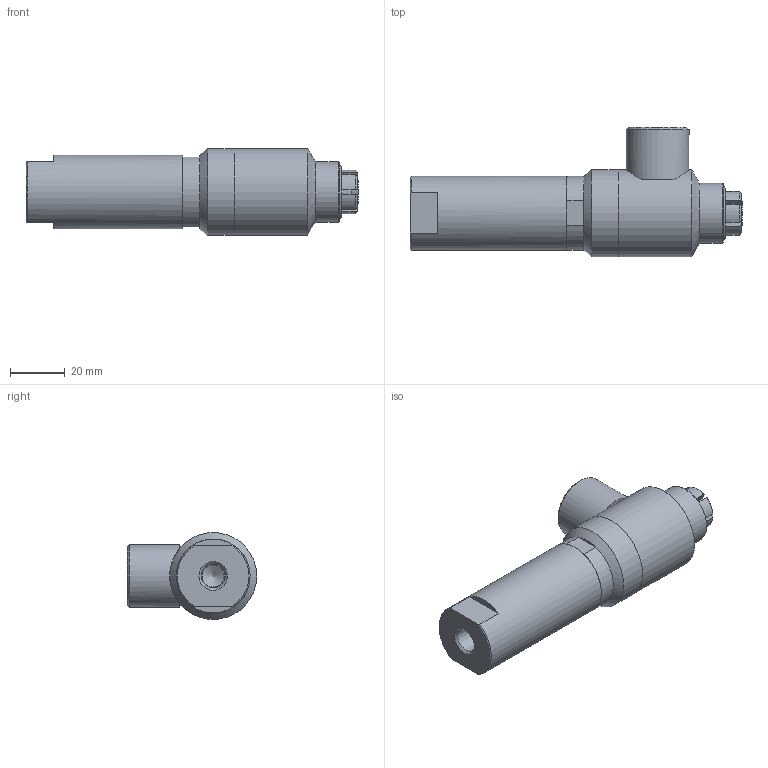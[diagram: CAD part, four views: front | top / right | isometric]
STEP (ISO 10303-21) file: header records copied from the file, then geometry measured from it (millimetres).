
FILE_DESCRIPTION(/* description */ (''),/* implementation_level */ '2;1');
FILE_NAME(/* name */ 'FNPR-168065.stp',/* time_stamp */ '2017-09-11T08:09:09-05:00',/* author */ ('scottg'),/* organization */ ('FasTest,Inc.'),/* preprocessor_version */ 'ST-DEVELOPER v16.1',/* originating_system */ 'Autodesk Inventor 2016',/* authorisation */ '');
FILE_SCHEMA (('AUTOMOTIVE_DESIGN { 1 0 10303 214 3 1 1 }'));
Length unit declared in the file: inch
Products named in the file (1): FNPR-168065
Bounding box: 121.17 x 47.24 x 31.75 mm (x, y, z)
Volume: 275.2 mm3; surface area: 16750.1 mm2
Topology: 2 solids, 5 shells, 142 faces, 394 edges, 259 vertices
Faces by surface type: plane 83, cylinder 31, cone 20, torus 8
Full cylindrical faces by diameter (mm): 7.95 x1, 14.961 x1, 21.971 x1, 22.86 x1, 25.044 x1, 26.924 x1, 27.483 x1, 31.75 x2
Entity records: 4600 total; most frequent: CARTESIAN_POINT 1177, ORIENTED_EDGE 718, DIRECTION 672, EDGE_CURVE 357, VERTEX_POINT 247, AXIS2_PLACEMENT_3D 244, LINE 184, VECTOR 184
